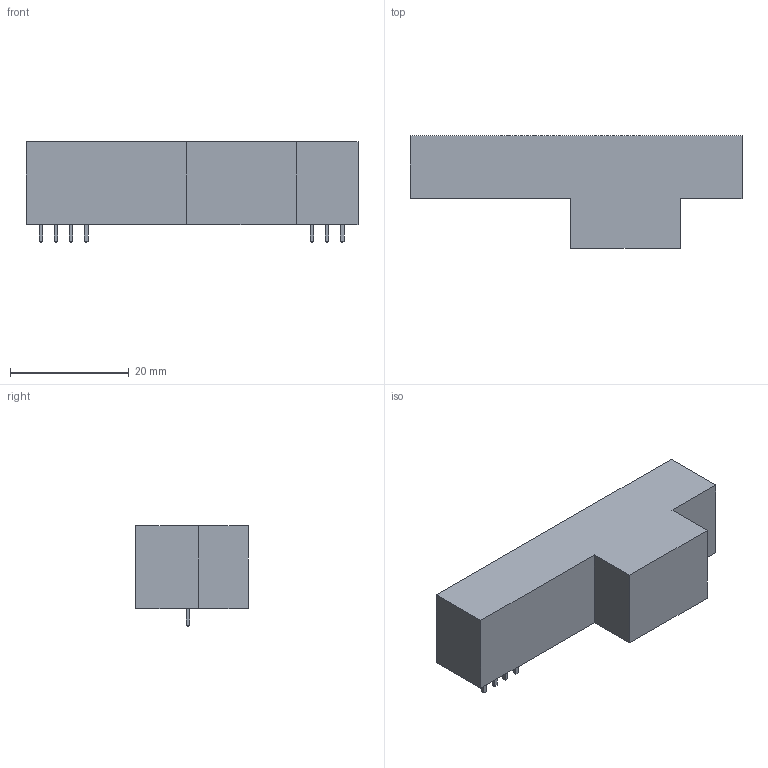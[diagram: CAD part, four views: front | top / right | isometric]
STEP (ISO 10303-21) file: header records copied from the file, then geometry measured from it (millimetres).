
FILE_DESCRIPTION(('FreeCAD Model'),'2;1');
FILE_NAME('Ag7200.step','2017-11-27T13:18:23',('Author'),(''), 'Open CASCADE STEP processor 6.8','FreeCAD','Unknown');
FILE_SCHEMA(('AUTOMOTIVE_DESIGN_CC2 { 1 2 10303 214 -1 1 5 4 }'));
Length unit declared in the file: millimetre
Products named in the file (2): ASSEMBLY; Chamfer
Assembly tree (1 placements, depth 2):
  ASSEMBLY
    Chamfer
Bounding box: 56 x 19 x 17 mm (x, y, z)
Volume: 10493.3 mm3; surface area: 3646 mm2
Topology: 1 solids, 1 shells, 73 faces, 164 edges, 100 vertices
Faces by surface type: plane 73
Entity records: 4125 total; most frequent: CARTESIAN_POINT 667, DIRECTION 642, LINE 492, VECTOR 492, ORIENTED_EDGE 328, PCURVE 328, DEFINITIONAL_REPRESENTATION 328, EDGE_CURVE 164
